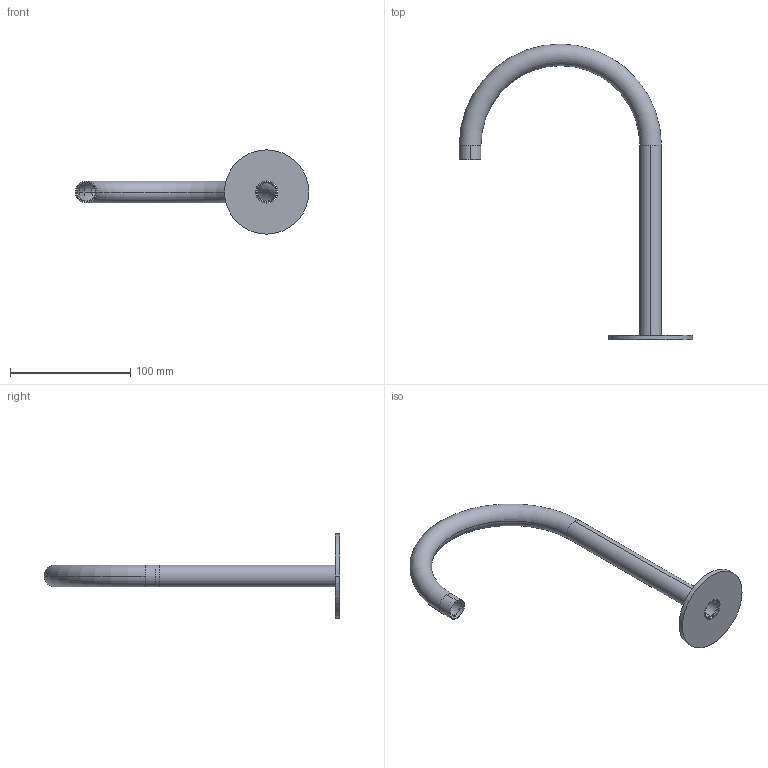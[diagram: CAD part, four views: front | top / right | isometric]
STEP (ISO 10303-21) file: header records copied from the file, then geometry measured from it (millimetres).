
FILE_DESCRIPTION (( 'STEP AP214' ), '1' );
FILE_NAME ('BIC.0002.U.STEP', '2022-11-07T13:56:24', ( 'Solid' ), ( '' ), 'SwSTEP 2.0', 'SolidWorks 2019', '' );
FILE_SCHEMA (( 'AUTOMOTIVE_DESIGN' ));
Length unit declared in the file: millimetre
Products named in the file (3): BIC.0002.U; 0001-ESPELHO_Ø70_BICA_Ø18MM_000000000000; BICA Ø18 U X150 Y150 - MÉDIA
Assembly tree (2 placements, depth 2):
  BIC.0002.U
    0001-ESPELHO_Ø70_BICA_Ø18MM_000000000000
    BICA Ø18 U X150 Y150 - MÉDIA
Bounding box: 194 x 246 x 70 mm (x, y, z)
Volume: 45492.8 mm3; surface area: 51082.1 mm2
Topology: 2 solids, 2 shells, 52 faces, 112 edges, 68 vertices
Faces by surface type: cylinder 22, cone 18, plane 8, torus 4
Entity records: 1671 total; most frequent: CARTESIAN_POINT 330, DIRECTION 290, ORIENTED_EDGE 224, AXIS2_PLACEMENT_3D 125, EDGE_CURVE 112, CIRCLE 68, VERTEX_POINT 68, EDGE_LOOP 60
